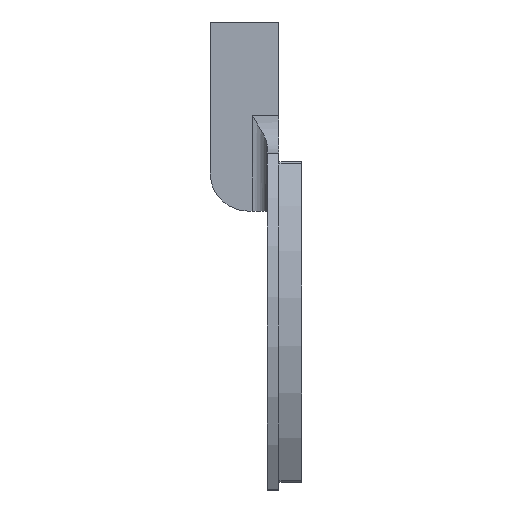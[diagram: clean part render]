
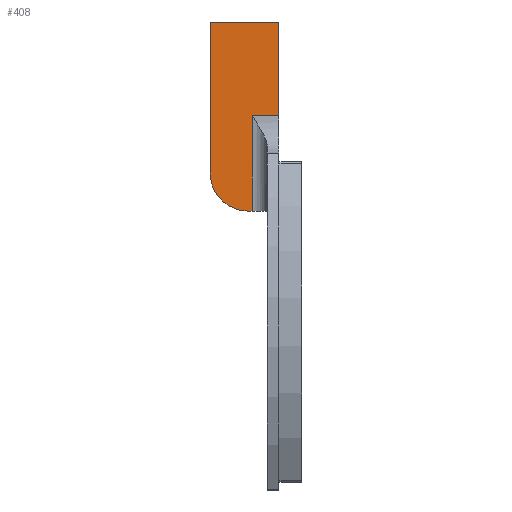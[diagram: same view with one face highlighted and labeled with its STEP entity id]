
A CAD part, left-side view. The second image highlights one B-rep face of the part: STEP entity #408.
In plain terms, the highlighted planar face has unit normal (-1, 0, 0).
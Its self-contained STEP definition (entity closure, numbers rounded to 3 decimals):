
#25 = DIRECTION ( 'NONE',  ( 0., 0., -1. ) ) ;
#38 = ORIENTED_EDGE ( 'NONE', *, *, #1818, .T. ) ;
#43 = EDGE_CURVE ( 'NONE', #2022, #982, #1500, .T. ) ;
#97 = ORIENTED_EDGE ( 'NONE', *, *, #919, .F. ) ;
#236 = EDGE_CURVE ( 'NONE', #583, #3550, #1423, .T. ) ;
#264 = DIRECTION ( 'NONE',  ( 0., 0., 1. ) ) ;
#408 = ADVANCED_FACE ( 'NONE', ( #3264 ), #2905, .F. ) ;
#424 = ORIENTED_EDGE ( 'NONE', *, *, #236, .T. ) ;
#488 = ORIENTED_EDGE ( 'NONE', *, *, #2375, .T. ) ;
#492 = CIRCLE ( 'NONE', #1268, 10. ) ;
#543 = LINE ( 'NONE', #1945, #1031 ) ;
#583 = VERTEX_POINT ( 'NONE', #2716 ) ;
#643 = CARTESIAN_POINT ( 'NONE',  ( -10., 18., 78.527 ) ) ;
#699 = CARTESIAN_POINT ( 'NONE',  ( -10., 7., 54. ) ) ;
#823 = CARTESIAN_POINT ( 'NONE',  ( -10., 7., 29. ) ) ;
#880 = VECTOR ( 'NONE', #1800, 1000. ) ;
#890 = LINE ( 'NONE', #1782, #880 ) ;
#919 = EDGE_CURVE ( 'NONE', #2022, #1324, #890, .T. ) ;
#982 = VERTEX_POINT ( 'NONE', #643 ) ;
#1031 = VECTOR ( 'NONE', #2865, 1000. ) ;
#1112 = CARTESIAN_POINT ( 'NONE',  ( -10., 0., 78.527 ) ) ;
#1140 = ORIENTED_EDGE ( 'NONE', *, *, #3324, .F. ) ;
#1171 = EDGE_LOOP ( 'NONE', ( #97, #2115, #1140, #488, #424, #38, #1204 ) ) ;
#1204 = ORIENTED_EDGE ( 'NONE', *, *, #2472, .T. ) ;
#1223 = CARTESIAN_POINT ( 'NONE',  ( -10., 7., 169. ) ) ;
#1268 = AXIS2_PLACEMENT_3D ( 'NONE', #2474, #3064, #2438 ) ;
#1324 = VERTEX_POINT ( 'NONE', #2913 ) ;
#1423 = LINE ( 'NONE', #2284, #3429 ) ;
#1496 = CARTESIAN_POINT ( 'NONE',  ( -10., 3., 169. ) ) ;
#1500 = LINE ( 'NONE', #2664, #3678 ) ;
#1503 = LINE ( 'NONE', #1223, #2862 ) ;
#1636 = CARTESIAN_POINT ( 'NONE',  ( -10., 18., 39. ) ) ;
#1648 = VERTEX_POINT ( 'NONE', #699 ) ;
#1780 = DIRECTION ( 'NONE',  ( 0., 0., 1. ) ) ;
#1782 = CARTESIAN_POINT ( 'NONE',  ( -10., 0., 169. ) ) ;
#1800 = DIRECTION ( 'NONE',  ( 0., 0., -1. ) ) ;
#1818 = EDGE_CURVE ( 'NONE', #3550, #1648, #1503, .T. ) ;
#1908 = VERTEX_POINT ( 'NONE', #1636 ) ;
#1945 = CARTESIAN_POINT ( 'NONE',  ( -10., 3., 54. ) ) ;
#2022 = VERTEX_POINT ( 'NONE', #1112 ) ;
#2115 = ORIENTED_EDGE ( 'NONE', *, *, #43, .T. ) ;
#2284 = CARTESIAN_POINT ( 'NONE',  ( -10., 18., 29. ) ) ;
#2327 = LINE ( 'NONE', #2631, #2921 ) ;
#2375 = EDGE_CURVE ( 'NONE', #1908, #583, #492, .T. ) ;
#2376 = DIRECTION ( 'NONE',  ( 1., 0., 0. ) ) ;
#2438 = DIRECTION ( 'NONE',  ( 0., 0., -1. ) ) ;
#2472 = EDGE_CURVE ( 'NONE', #1648, #1324, #543, .T. ) ;
#2474 = CARTESIAN_POINT ( 'NONE',  ( -10., 8., 39. ) ) ;
#2583 = DIRECTION ( 'NONE',  ( 0., -1., 0. ) ) ;
#2631 = CARTESIAN_POINT ( 'NONE',  ( -10., 18., 169. ) ) ;
#2664 = CARTESIAN_POINT ( 'NONE',  ( -10., 3., 78.527 ) ) ;
#2716 = CARTESIAN_POINT ( 'NONE',  ( -10., 8., 29. ) ) ;
#2862 = VECTOR ( 'NONE', #1780, 1000. ) ;
#2865 = DIRECTION ( 'NONE',  ( 0., -1., 0. ) ) ;
#2905 = PLANE ( 'NONE',  #3612 ) ;
#2913 = CARTESIAN_POINT ( 'NONE',  ( -10., 0., 54. ) ) ;
#2921 = VECTOR ( 'NONE', #264, 1000. ) ;
#2969 = DIRECTION ( 'NONE',  ( 0., 1., 0. ) ) ;
#3064 = DIRECTION ( 'NONE',  ( -1., 0., 0. ) ) ;
#3264 = FACE_OUTER_BOUND ( 'NONE', #1171, .T. ) ;
#3324 = EDGE_CURVE ( 'NONE', #1908, #982, #2327, .T. ) ;
#3429 = VECTOR ( 'NONE', #2583, 1000. ) ;
#3550 = VERTEX_POINT ( 'NONE', #823 ) ;
#3612 = AXIS2_PLACEMENT_3D ( 'NONE', #1496, #2376, #25 ) ;
#3678 = VECTOR ( 'NONE', #2969, 1000. ) ;
